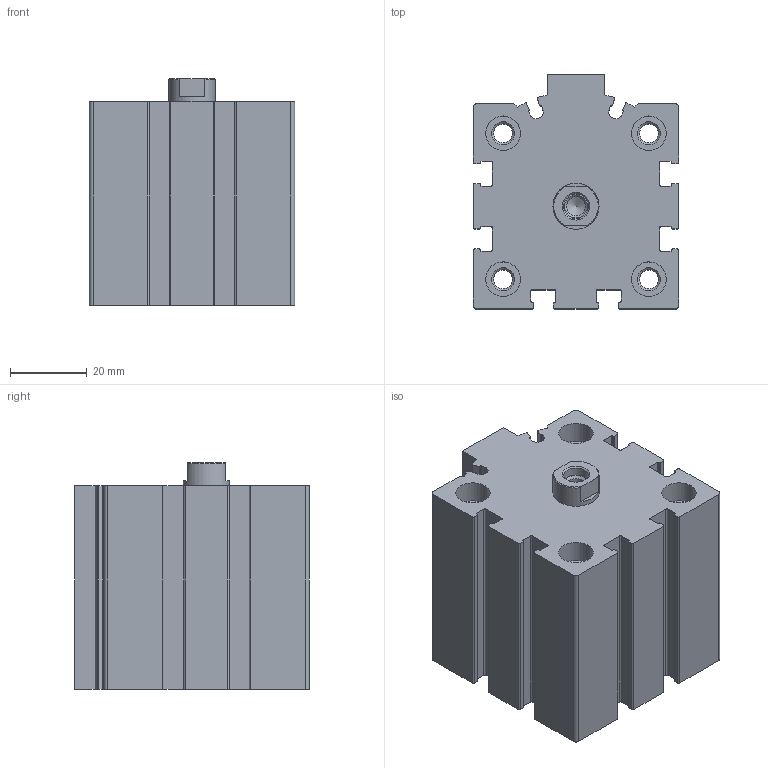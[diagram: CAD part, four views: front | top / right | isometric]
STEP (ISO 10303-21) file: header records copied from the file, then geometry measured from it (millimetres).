
FILE_DESCRIPTION(/* description */ ('STEP AP214'),/* implementation_level */ '2;1');
FILE_NAME(/* name */ '188234_ADVC-40-15-I-P-A',/* time_stamp */ '2024-08-01T21:10:22+02:00',/* author */ ('License CC BY-ND 4.0'),/* organization */ ('CADENAS'),/* preprocessor_version */ 'ST-DEVELOPER v19.3',/* originating_system */ 'PARTsolutions',/* authorisation */ ' ');
FILE_SCHEMA (('AUTOMOTIVE_DESIGN {1 0 10303 214 3 1 1}'));
Length unit declared in the file: millimetre
Products named in the file (3): 188234 ADVC-40-15-I-P-A---(asm_0); 188234 ADVC-40-15-I-P-A---(ZR); 188234 ADVC-40-15-I-P-A---(K)
Assembly tree (2 placements, depth 2):
  188234 ADVC-40-15-I-P-A---(asm_0)
    188234 ADVC-40-15-I-P-A---(ZR)
    188234 ADVC-40-15-I-P-A---(K)
Bounding box: 53.5 x 61 x 59 mm (x, y, z)
Volume: 122731.3 mm3; surface area: 37191 mm2
Topology: 2 solids, 2 shells, 209 faces, 553 edges, 370 vertices
Faces by surface type: cylinder 98, plane 96, cone 15
Full cylindrical faces by diameter (mm): 4.917 x9, 5.2 x4, 6.4 x1, 8.566 x2, 9 x8, 12 x2, 40 x2
Entity records: 6275 total; most frequent: DIRECTION 1126, CARTESIAN_POINT 1069, ORIENTED_EDGE 986, EDGE_CURVE 493, AXIS2_PLACEMENT_3D 425, VERTEX_POINT 352, FACE_BOUND 281, EDGE_LOOP 280
